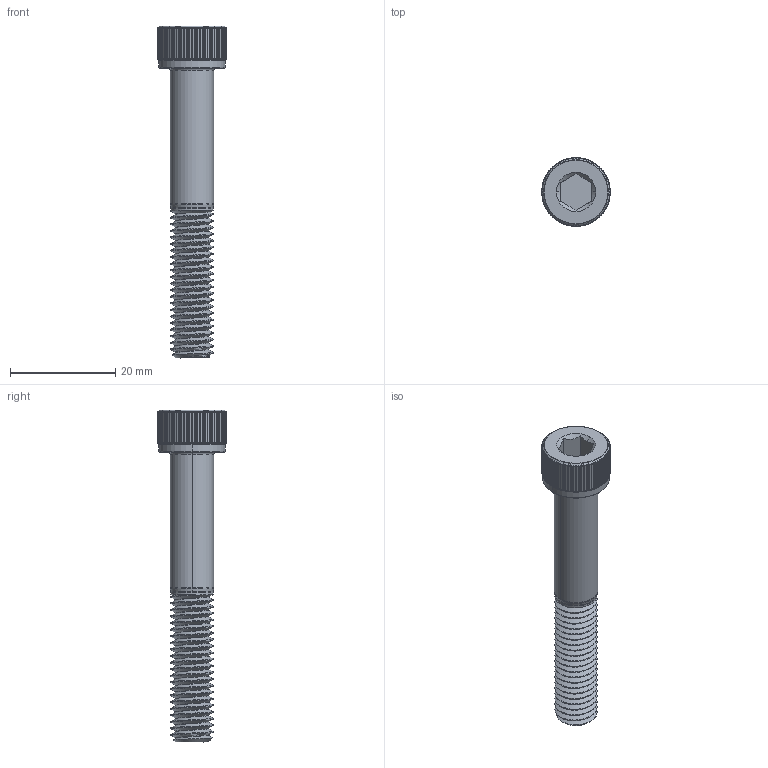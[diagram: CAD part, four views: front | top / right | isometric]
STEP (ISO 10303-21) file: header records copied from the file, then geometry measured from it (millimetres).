
FILE_DESCRIPTION (( 'STEP AP203' ), '1' );
FILE_NAME ('91290A452_Alloy Steel Socket Head Screw.STEP', '2023-01-11T16:58:37', ( 'Administrator' ), ( 'Managed by Terraform' ), 'SwSTEP 2.0', 'SolidWorks 2017', '' );
FILE_SCHEMA (( 'CONFIG_CONTROL_DESIGN' ));
Length unit declared in the file: millimetre
Products named in the file (1): 91290A452_Alloy Steel Socket Head Screw
Bounding box: 13 x 13 x 63 mm (x, y, z)
Volume: 3394 mm3; surface area: 2580.4 mm2
Topology: 1 solids, 1 shells, 598 faces, 1760 edges, 1166 vertices
Faces by surface type: cylinder 239, torus 172, plane 170, cone 14, bspline 3
Entity records: 29592 total; most frequent: CARTESIAN_POINT 15267, ORIENTED_EDGE 3520, DIRECTION 2351, EDGE_CURVE 1760, VERTEX_POINT 1166, AXIS2_PLACEMENT_3D 964, B_SPLINE_CURVE_WITH_KNOTS 876, EDGE_LOOP 600
